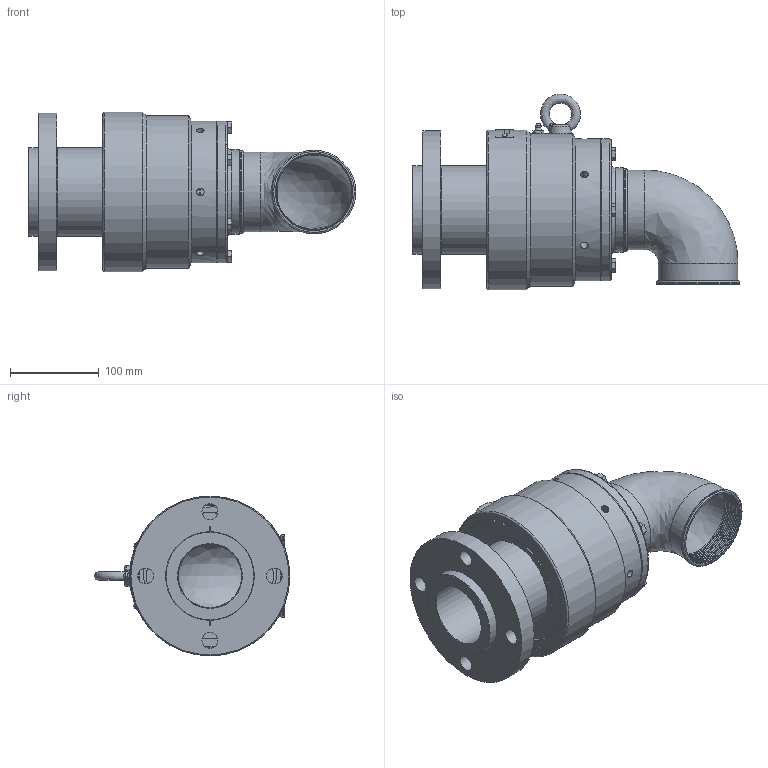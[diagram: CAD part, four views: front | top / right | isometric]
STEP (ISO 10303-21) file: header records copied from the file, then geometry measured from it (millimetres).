
FILE_DESCRIPTION (( 'STEP AP214' ), '1' );
FILE_NAME ('TUR-GRF80.STEP', '2016-08-22T13:00:03', ( '' ), ( '' ), 'SwSTEP 2.0', 'SolidWorks 2016', '' );
FILE_SCHEMA (( 'AUTOMOTIVE_DESIGN' ));
Length unit declared in the file: millimetre
Products named in the file (1): TUR-GRF80
Bounding box: 369 x 220.49 x 180 mm (x, y, z)
Volume: 2605650.6 mm3; surface area: 471848.6 mm2
Topology: 1 solids, 4 shells, 356 faces, 1025 edges, 709 vertices
Faces by surface type: plane 163, cylinder 116, bspline 42, cone 35
Full cylindrical faces by diameter (mm): 2.5 x2, 3 x2, 4 x2, 5 x2, 6.25 x8, 6.5 x2, 8.5 x7, 8.57 x1, 9 x1, 18 x4, 71.5 x2, 72 x1, 73 x1, 73.6 x1, 74 x1, 75 x1, 76 x1, 78 x1, 79.4 x1, 80 x1, 81 x1, 81.1 x1, 81.3 x1, 83.9 x1, 86.5 x1, 88 x1, 89.9 x1, 90 x3, 94 x3, 95 x1
Entity records: 31331 total; most frequent: CARTESIAN_POINT 21915, ORIENTED_EDGE 1704, DIRECTION 1227, EDGE_CURVE 852, VERTEX_POINT 657, EDGE_LOOP 563, AXIS2_PLACEMENT_3D 488, FACE_OUTER_BOUND 449
